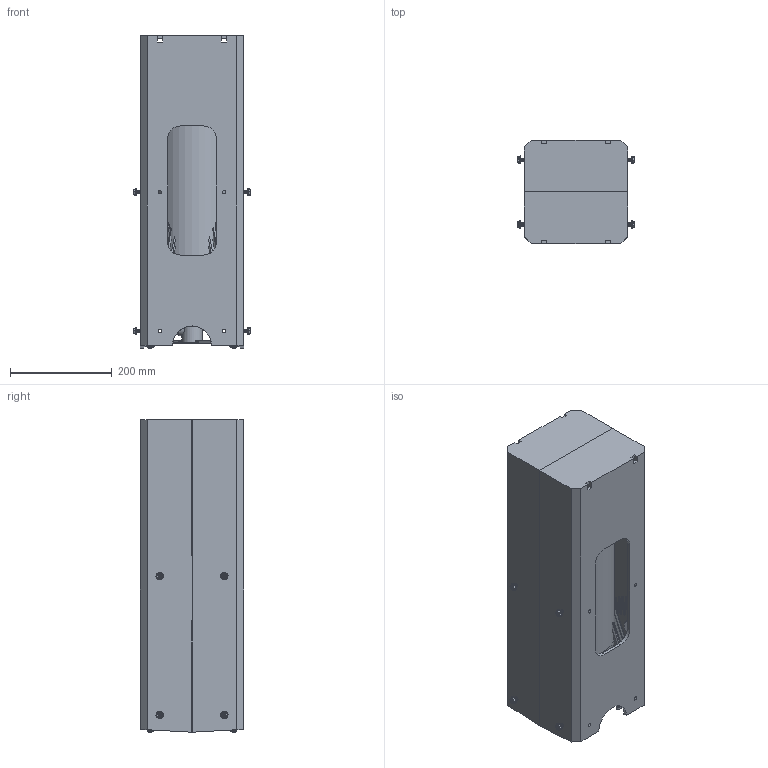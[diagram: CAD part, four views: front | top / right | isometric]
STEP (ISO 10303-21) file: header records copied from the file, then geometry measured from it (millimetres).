
FILE_DESCRIPTION (( 'STEP AP203' ), '1' );
FILE_NAME ('CM6000.STEP', '2017-05-11T12:48:45', ( 'admin' ), ( 'Hewlett-Packard Company' ), 'SwSTEP 2.0', 'SolidWorks 2017', '' );
FILE_SCHEMA (( 'CONFIG_CONTROL_DESIGN' ));
Length unit declared in the file: inch
Products named in the file (19): CM-10; CM6060-201-BK; 7037; CM6000-203; CM6060-401_compressed cut; scba 45 minute tank; CM6000-402_SCHCSCREW 0.19-32x0.5x0.5-HX-N; CM6000; 4031; CM600; CM600-901; CM10-201; 3017_HFBOLT 0.25-20x1.25x0.75-C; CM10-202; CM6000-205; 2037; CM10-203; CM6000-202; 2042_MSHXNUT 0.250-20-S-N
Assembly tree (54 placements, depth 4):
  CM6000
    CM600
      CM6000-205  x2
      CM6000-202  x4
      CM6060-201-BK  x4
      CM6060-401_compressed cut  x8
      CM6000-402_SCHCSCREW 0.19-32x0.5x0.5-HX-N  x8
      4031
    CM600-901
      CM-10
        CM10-201
        CM10-202
        CM10-203
      CM6000-203
    3017_HFBOLT 0.25-20x1.25x0.75-C  x2
    7037
      2037  x8
      2042_MSHXNUT 0.250-20-S-N  x8
    scba 45 minute tank
Bounding box: 228.6 x 203.2 x 615.44 mm (x, y, z)
Volume: 13181411.6 mm3; surface area: 1588732.5 mm2
Topology: 53 solids, 53 shells, 2597 faces, 6160 edges, 3682 vertices
Faces by surface type: cylinder 780, plane 778, cone 750, torus 216, bspline 47, sphere 26
Entity records: 42381 total; most frequent: CARTESIAN_POINT 17300, DIRECTION 4919, ORIENTED_EDGE 4470, EDGE_CURVE 2235, AXIS2_PLACEMENT_3D 1884, VERTEX_POINT 1388, VECTOR 1151, LINE 1151
